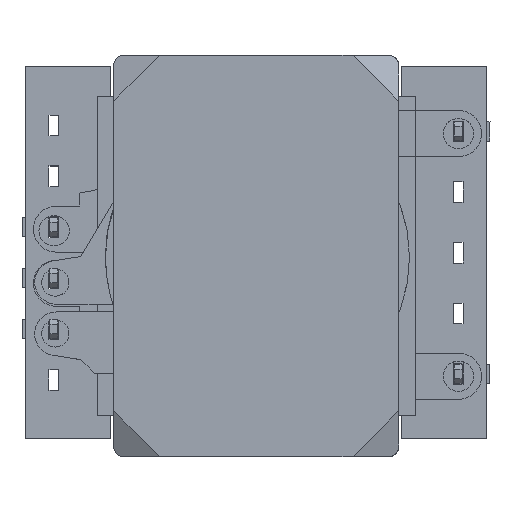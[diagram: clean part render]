
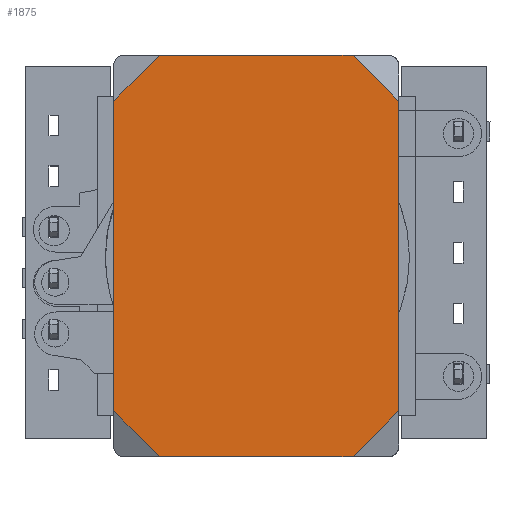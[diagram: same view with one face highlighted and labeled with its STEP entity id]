
A CAD part, top view. The second image highlights one B-rep face of the part: STEP entity #1875.
In plain terms, the highlighted planar face has unit normal (0, 0, 1).
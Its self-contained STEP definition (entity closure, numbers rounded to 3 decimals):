
#1875=ADVANCED_FACE('NONE',(#4531),#4532,.T.);
#1887=EDGE_CURVE('NONE',#4541,#4547,#4550,.T.);
#1895=EDGE_CURVE('NONE',#4553,#4559,#4562,.T.);
#1903=EDGE_CURVE('NONE',#4565,#4571,#4574,.T.);
#1935=EDGE_CURVE('NONE',#4612,#4615,#4618,.T.);
#1939=EDGE_CURVE('NONE',#4559,#4565,#4622,.T.);
#1947=EDGE_CURVE('NONE',#4547,#4553,#4630,.T.);
#1949=EDGE_CURVE('NONE',#4571,#4612,#4632,.T.);
#1951=EDGE_CURVE('NONE',#4615,#4541,#4634,.T.);
#4531=FACE_OUTER_BOUND('',#8203,.T.);
#4532=PLANE('',#8204);
#4541=VERTEX_POINT('NONE',#8214);
#4547=VERTEX_POINT('NONE',#8223);
#4550=LINE('',#8228,#8229);
#4553=VERTEX_POINT('NONE',#8233);
#4559=VERTEX_POINT('NONE',#8242);
#4562=LINE('',#8247,#8248);
#4565=VERTEX_POINT('NONE',#8252);
#4571=VERTEX_POINT('NONE',#8261);
#4574=LINE('',#8266,#8267);
#4612=VERTEX_POINT('NONE',#8327);
#4615=VERTEX_POINT('NONE',#8332);
#4618=LINE('',#8337,#8338);
#4622=LINE('',#8345,#8346);
#4630=LINE('',#8361,#8362);
#4632=LINE('',#8365,#8366);
#4634=LINE('',#8369,#8370);
#8203=EDGE_LOOP('',(#13379,#13380,#13381,#13382,#13383,#13384,#13385,#13386));
#8204=AXIS2_PLACEMENT_3D('',#13387,#13388,#13389);
#8214=CARTESIAN_POINT('',(8.966,9.512,10.15));
#8223=CARTESIAN_POINT('',(6.096,12.382,10.15));
#8228=CARTESIAN_POINT('',(-1.419,19.897,10.15));
#8229=VECTOR('',#13415,1.0);
#8233=CARTESIAN_POINT('',(-6.064,12.382,10.15));
#8242=CARTESIAN_POINT('',(-8.934,9.512,10.15));
#8247=CARTESIAN_POINT('',(-7.499,10.947,10.15));
#8248=VECTOR('',#13421,1.0);
#8252=CARTESIAN_POINT('',(-8.934,-9.948,10.15));
#8261=CARTESIAN_POINT('',(-6.064,-12.818,10.15));
#8266=CARTESIAN_POINT('',(-20.099,1.217,10.15));
#8267=VECTOR('',#13427,1.0);
#8327=CARTESIAN_POINT('',(6.096,-12.818,10.15));
#8332=CARTESIAN_POINT('',(8.966,-9.948,10.15));
#8337=CARTESIAN_POINT('',(11.181,-7.733,10.15));
#8338=VECTOR('',#13453,1.0);
#8345=CARTESIAN_POINT('',(-8.934,12.382,10.15));
#8346=VECTOR('',#13455,1.0);
#8361=CARTESIAN_POINT('',(-8.934,12.382,10.15));
#8362=VECTOR('',#13459,1.0);
#8365=CARTESIAN_POINT('',(-8.934,-12.818,10.15));
#8366=VECTOR('',#13460,1.0);
#8369=CARTESIAN_POINT('',(8.966,12.382,10.15));
#8370=VECTOR('',#13461,1.0);
#13379=ORIENTED_EDGE('',*,*,#1949,.T.);
#13380=ORIENTED_EDGE('',*,*,#1935,.T.);
#13381=ORIENTED_EDGE('',*,*,#1951,.T.);
#13382=ORIENTED_EDGE('',*,*,#1887,.T.);
#13383=ORIENTED_EDGE('',*,*,#1947,.T.);
#13384=ORIENTED_EDGE('',*,*,#1895,.T.);
#13385=ORIENTED_EDGE('',*,*,#1939,.T.);
#13386=ORIENTED_EDGE('',*,*,#1903,.T.);
#13387=CARTESIAN_POINT('',(-8.934,12.382,10.15));
#13388=DIRECTION('',(-0.0,0.0,1.0));
#13389=DIRECTION('',(1.0,-0.0,0.0));
#13415=DIRECTION('',(-0.707,0.707,-0.0));
#13421=DIRECTION('',(-0.707,-0.707,0.0));
#13427=DIRECTION('',(0.707,-0.707,0.0));
#13453=DIRECTION('',(0.707,0.707,0.0));
#13455=DIRECTION('',(0.,-1.0,0.0));
#13459=DIRECTION('',(-1.0,-0.0,-0.0));
#13460=DIRECTION('',(1.0,0.0,0.0));
#13461=DIRECTION('',(0.,1.0,-0.0));
